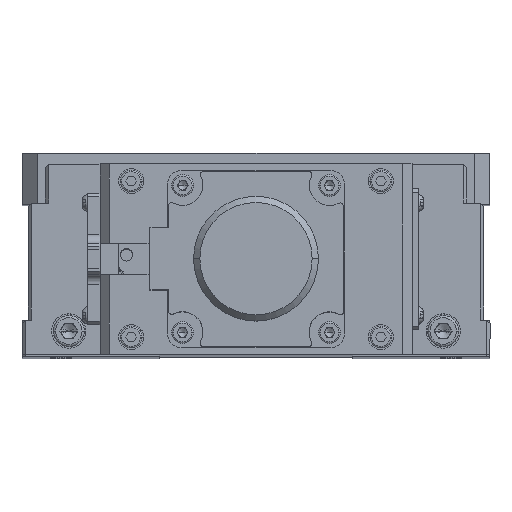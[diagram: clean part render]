
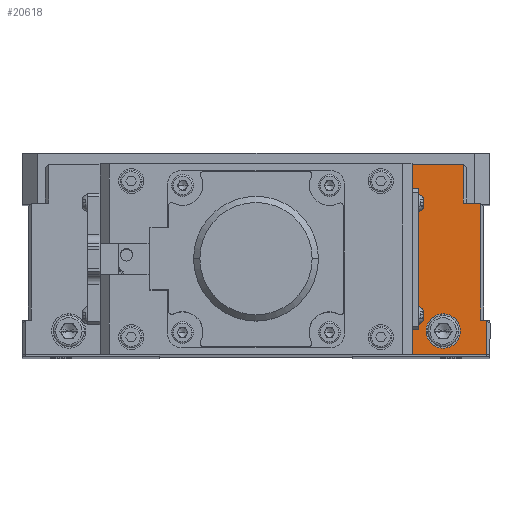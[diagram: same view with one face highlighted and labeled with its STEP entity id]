
A CAD part, top view. The second image highlights one B-rep face of the part: STEP entity #20618.
In plain terms, the highlighted planar face has unit normal (0, 0, 1).
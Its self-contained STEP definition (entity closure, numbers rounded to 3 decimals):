
#526 = VERTEX_POINT ( 'NONE', #5025 ) ;
#584 = FACE_BOUND ( 'NONE', #8976, .T. ) ;
#1425 = ORIENTED_EDGE ( 'NONE', *, *, #31946, .F. ) ;
#1778 = DIRECTION ( 'NONE',  ( 1., 0., 0. ) ) ;
#2071 = EDGE_LOOP ( 'NONE', ( #34252, #32867, #11035, #38204, #45496, #25658, #22530, #37493, #27072, #36710, #48642, #1425 ) ) ;
#2329 = CARTESIAN_POINT ( 'NONE',  ( 66.5, 0.5, 253. ) ) ;
#3520 = EDGE_CURVE ( 'NONE', #45754, #7922, #6124, .T. ) ;
#5025 = CARTESIAN_POINT ( 'NONE',  ( 50., 16., 253. ) ) ;
#5241 = VERTEX_POINT ( 'NONE', #14169 ) ;
#6124 = CIRCLE ( 'NONE', #45688, 5.5 ) ;
#6295 = VERTEX_POINT ( 'NONE', #17137 ) ;
#6516 = VECTOR ( 'NONE', #9301, 1000. ) ;
#6961 = EDGE_CURVE ( 'NONE', #526, #24016, #20214, .T. ) ;
#7569 = CARTESIAN_POINT ( 'NONE',  ( 50., 61.5, 253. ) ) ;
#7642 = DIRECTION ( 'NONE',  ( 0., 1., 0. ) ) ;
#7922 = VERTEX_POINT ( 'NONE', #14128 ) ;
#8211 = VERTEX_POINT ( 'NONE', #40958 ) ;
#8859 = VECTOR ( 'NONE', #37951, 1000. ) ;
#8976 = EDGE_LOOP ( 'NONE', ( #13549, #35198 ) ) ;
#9084 = CARTESIAN_POINT ( 'NONE',  ( 44., 46., 253. ) ) ;
#9276 = CARTESIAN_POINT ( 'NONE',  ( 67.5, 49., 253. ) ) ;
#9301 = DIRECTION ( 'NONE',  ( 0., 1., 0. ) ) ;
#9511 = EDGE_CURVE ( 'NONE', #22773, #29061, #43668, .T. ) ;
#10539 = CARTESIAN_POINT ( 'NONE',  ( 72., 0.5, 253. ) ) ;
#11035 = ORIENTED_EDGE ( 'NONE', *, *, #46777, .F. ) ;
#11661 = CARTESIAN_POINT ( 'NONE',  ( 50., 46., 253. ) ) ;
#11816 = VECTOR ( 'NONE', #1778, 1000. ) ;
#12462 = PLANE ( 'NONE',  #48117 ) ;
#13278 = VECTOR ( 'NONE', #44677, 1000. ) ;
#13384 = AXIS2_PLACEMENT_3D ( 'NONE', #30681, #50834, #22926 ) ;
#13494 = DIRECTION ( 'NONE',  ( 1., 0., 0. ) ) ;
#13549 = ORIENTED_EDGE ( 'NONE', *, *, #26719, .F. ) ;
#14128 = CARTESIAN_POINT ( 'NONE',  ( 65.5, 8., 253. ) ) ;
#14169 = CARTESIAN_POINT ( 'NONE',  ( 50., 61.5, 253. ) ) ;
#14626 = VECTOR ( 'NONE', #26705, 1000. ) ;
#15447 = CARTESIAN_POINT ( 'NONE',  ( 75., 0.5, 253. ) ) ;
#17137 = CARTESIAN_POINT ( 'NONE',  ( 74., 11.5, 253. ) ) ;
#18314 = LINE ( 'NONE', #2329, #8859 ) ;
#18949 = VECTOR ( 'NONE', #22675, 1000. ) ;
#20214 = LINE ( 'NONE', #42672, #18949 ) ;
#20618 = ADVANCED_FACE ( 'NONE', ( #584, #30001 ), #12462, .F. ) ;
#20968 = VECTOR ( 'NONE', #13494, 1000. ) ;
#22424 = CARTESIAN_POINT ( 'NONE',  ( 50., 0.5, 253. ) ) ;
#22530 = ORIENTED_EDGE ( 'NONE', *, *, #48836, .F. ) ;
#22643 = VERTEX_POINT ( 'NONE', #33564 ) ;
#22675 = DIRECTION ( 'NONE',  ( -1., 0., 0. ) ) ;
#22773 = VERTEX_POINT ( 'NONE', #45997 ) ;
#22780 = EDGE_CURVE ( 'NONE', #26720, #22643, #18314, .T. ) ;
#22926 = DIRECTION ( 'NONE',  ( 1., 0., 0. ) ) ;
#23332 = CARTESIAN_POINT ( 'NONE',  ( 60., 8., 253. ) ) ;
#23912 = DIRECTION ( 'NONE',  ( 0., 1., 0. ) ) ;
#24016 = VERTEX_POINT ( 'NONE', #24083 ) ;
#24083 = CARTESIAN_POINT ( 'NONE',  ( 44., 16., 253. ) ) ;
#24245 = DIRECTION ( 'NONE',  ( 0., 0., -1. ) ) ;
#25658 = ORIENTED_EDGE ( 'NONE', *, *, #22780, .T. ) ;
#26082 = CARTESIAN_POINT ( 'NONE',  ( 67.5, 61.5, 253. ) ) ;
#26098 = VECTOR ( 'NONE', #43379, 1000. ) ;
#26256 = VECTOR ( 'NONE', #30136, 1000. ) ;
#26705 = DIRECTION ( 'NONE',  ( 0., 1., 0. ) ) ;
#26720 = VERTEX_POINT ( 'NONE', #26986 ) ;
#26719 = EDGE_CURVE ( 'NONE', #7922, #45754, #44828, .T. ) ;
#26986 = CARTESIAN_POINT ( 'NONE',  ( 66.5, 49., 253. ) ) ;
#27072 = ORIENTED_EDGE ( 'NONE', *, *, #29702, .F. ) ;
#27942 = LINE ( 'NONE', #31215, #46740 ) ;
#28543 = VECTOR ( 'NONE', #41724, 1000. ) ;
#28551 = CARTESIAN_POINT ( 'NONE',  ( 72., 49., 253. ) ) ;
#28626 = DIRECTION ( 'NONE',  ( -1., 0., 0. ) ) ;
#29061 = VERTEX_POINT ( 'NONE', #22424 ) ;
#29702 = EDGE_CURVE ( 'NONE', #43508, #34512, #30689, .T. ) ;
#30001 = FACE_OUTER_BOUND ( 'NONE', #2071, .T. ) ;
#30136 = DIRECTION ( 'NONE',  ( 1., 0., 0. ) ) ;
#30681 = CARTESIAN_POINT ( 'NONE',  ( 60., 8., 253. ) ) ;
#30689 = LINE ( 'NONE', #33185, #11816 ) ;
#31044 = CARTESIAN_POINT ( 'NONE',  ( 54.5, 8., 253. ) ) ;
#31215 = CARTESIAN_POINT ( 'NONE',  ( 74., 0.5, 253. ) ) ;
#31405 = EDGE_CURVE ( 'NONE', #22773, #6295, #27942, .T. ) ;
#31513 = VERTEX_POINT ( 'NONE', #28551 ) ;
#31546 = LINE ( 'NONE', #36631, #13278 ) ;
#31561 = LINE ( 'NONE', #7569, #36654 ) ;
#31946 = EDGE_CURVE ( 'NONE', #29061, #526, #38554, .T. ) ;
#32867 = ORIENTED_EDGE ( 'NONE', *, *, #31405, .T. ) ;
#33185 = CARTESIAN_POINT ( 'NONE',  ( 50., 46., 253. ) ) ;
#33564 = CARTESIAN_POINT ( 'NONE',  ( 66.5, 61.5, 253. ) ) ;
#33734 = CARTESIAN_POINT ( 'NONE',  ( 44., 46., 253. ) ) ;
#34252 = ORIENTED_EDGE ( 'NONE', *, *, #9511, .F. ) ;
#34512 = VERTEX_POINT ( 'NONE', #11661 ) ;
#34921 = EDGE_CURVE ( 'NONE', #34512, #5241, #31561, .T. ) ;
#35198 = ORIENTED_EDGE ( 'NONE', *, *, #3520, .F. ) ;
#36339 = LINE ( 'NONE', #26082, #26256 ) ;
#36631 = CARTESIAN_POINT ( 'NONE',  ( 73., 11.5, 253. ) ) ;
#36654 = VECTOR ( 'NONE', #23912, 1000. ) ;
#36710 = ORIENTED_EDGE ( 'NONE', *, *, #51947, .F. ) ;
#37493 = ORIENTED_EDGE ( 'NONE', *, *, #34921, .F. ) ;
#37867 = LINE ( 'NONE', #10539, #14626 ) ;
#37951 = DIRECTION ( 'NONE',  ( 0., 1., 0. ) ) ;
#38204 = ORIENTED_EDGE ( 'NONE', *, *, #45047, .T. ) ;
#38554 = LINE ( 'NONE', #42885, #28543 ) ;
#39236 = LINE ( 'NONE', #33734, #6516 ) ;
#40558 = CARTESIAN_POINT ( 'NONE',  ( 0., 0.5, 253. ) ) ;
#40958 = CARTESIAN_POINT ( 'NONE',  ( 72., 11.5, 253. ) ) ;
#41724 = DIRECTION ( 'NONE',  ( 0., 1., 0. ) ) ;
#42672 = CARTESIAN_POINT ( 'NONE',  ( 50., 16., 253. ) ) ;
#42885 = CARTESIAN_POINT ( 'NONE',  ( 50., 61.5, 253. ) ) ;
#43379 = DIRECTION ( 'NONE',  ( -1., 0., 0. ) ) ;
#43498 = DIRECTION ( 'NONE',  ( 0., 0., 1. ) ) ;
#43508 = VERTEX_POINT ( 'NONE', #9084 ) ;
#43599 = LINE ( 'NONE', #9276, #20968 ) ;
#43668 = LINE ( 'NONE', #15447, #26098 ) ;
#44305 = EDGE_CURVE ( 'NONE', #26720, #31513, #43599, .T. ) ;
#44677 = DIRECTION ( 'NONE',  ( 1., 0., 0. ) ) ;
#44828 = CIRCLE ( 'NONE', #13384, 5.5 ) ;
#45047 = EDGE_CURVE ( 'NONE', #8211, #31513, #37867, .T. ) ;
#45496 = ORIENTED_EDGE ( 'NONE', *, *, #44305, .F. ) ;
#45688 = AXIS2_PLACEMENT_3D ( 'NONE', #23332, #43498, #51411 ) ;
#45754 = VERTEX_POINT ( 'NONE', #31044 ) ;
#45997 = CARTESIAN_POINT ( 'NONE',  ( 74., 0.5, 253. ) ) ;
#46740 = VECTOR ( 'NONE', #7642, 1000. ) ;
#46777 = EDGE_CURVE ( 'NONE', #8211, #6295, #31546, .T. ) ;
#48117 = AXIS2_PLACEMENT_3D ( 'NONE', #40558, #24245, #28626 ) ;
#48642 = ORIENTED_EDGE ( 'NONE', *, *, #6961, .F. ) ;
#48836 = EDGE_CURVE ( 'NONE', #5241, #22643, #36339, .T. ) ;
#50834 = DIRECTION ( 'NONE',  ( 0., 0., 1. ) ) ;
#51411 = DIRECTION ( 'NONE',  ( 1., 0., 0. ) ) ;
#51947 = EDGE_CURVE ( 'NONE', #24016, #43508, #39236, .T. ) ;
